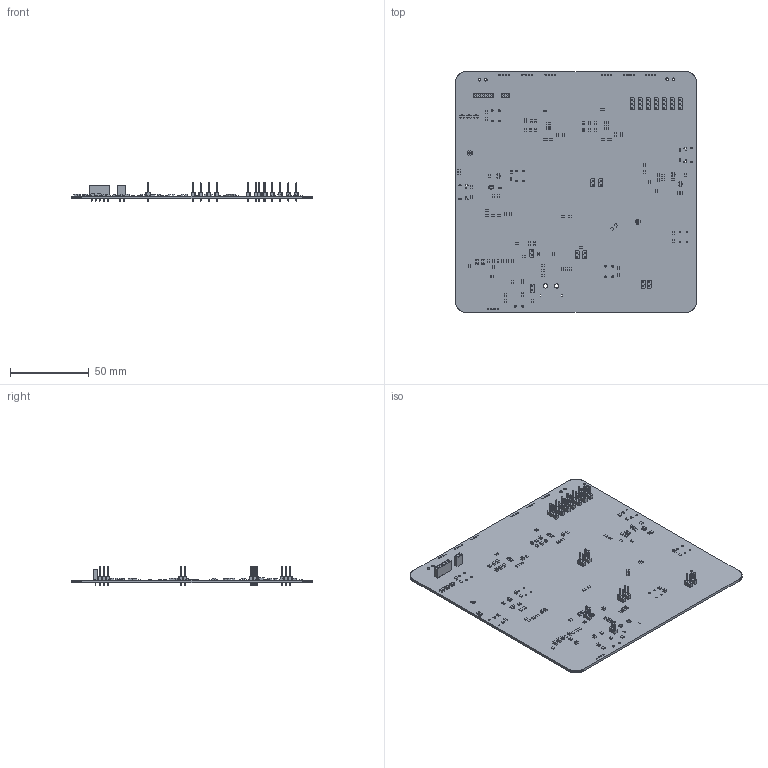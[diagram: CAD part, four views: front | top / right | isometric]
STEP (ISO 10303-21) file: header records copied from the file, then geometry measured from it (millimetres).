
FILE_DESCRIPTION(('KiCad electronic assembly'),'2;1');
FILE_NAME('CSTAR.step','2024-03-17T19:54:42',('Pcbnew'),('Kicad'), 'Open CASCADE STEP processor 7.7','KiCad to STEP converter','Unknown' );
FILE_SCHEMA(('AUTOMOTIVE_DESIGN { 1 0 10303 214 1 1 1 1 }'));
Length unit declared in the file: millimetre
Products named in the file (20): CSTAR 1; R_0805_2012Metric; SOLID; PinHeader_1x03_P2.54mm_Vertical; C_0805_2012Metric; PinHeader_1x02_P2.54mm_Vertical; SOT-23; C_1206_3216Metric; Fuse_0805_2012Metric; PinSocket_1x02_P2.54mm_Vertical; PinSocket_1x05_P2.54mm_Vertical; CSTAR PCB
Assembly tree (126 placements, depth 3):
  CSTAR 1
    R_0805_2012Metric  x51
      SOLID
    PinHeader_1x03_P2.54mm_Vertical  x7
      SOLID
    C_0805_2012Metric  x36
      SOLID
    PinHeader_1x02_P2.54mm_Vertical  x8
      SOLID
    SOT-23  x7
      SOLID
    C_1206_3216Metric  x2
      SOLID
    Fuse_0805_2012Metric  x3
      SOLID
    PinSocket_1x02_P2.54mm_Vertical
      SOLID
    PinSocket_1x05_P2.54mm_Vertical
      SOLID
    CSTAR PCB
Bounding box: 152.4 x 152.4 x 11.64 mm (x, y, z)
Volume: 38182 mm3; surface area: 51368.6 mm2
Topology: 117 solids, 117 shells, 4625 faces, 11826 edges, 7606 vertices
Faces by surface type: plane 3310, cylinder 1126, bspline 189
Full cylindrical faces by diameter (mm): 0.2 x24, 0.203 x30, 0.6 x4, 0.813 x28, 0.99 x16, 1 x44, 1.295 x2, 1.7 x4, 2.7 x2
Entity records: 72010 total; most frequent: CARTESIAN_POINT 13712, DIRECTION 9798, LINE 6744, VECTOR 6744, ORIENTED_EDGE 5368, PCURVE 5368, DEFINITIONAL_REPRESENTATION 5368, EDGE_CURVE 2684
